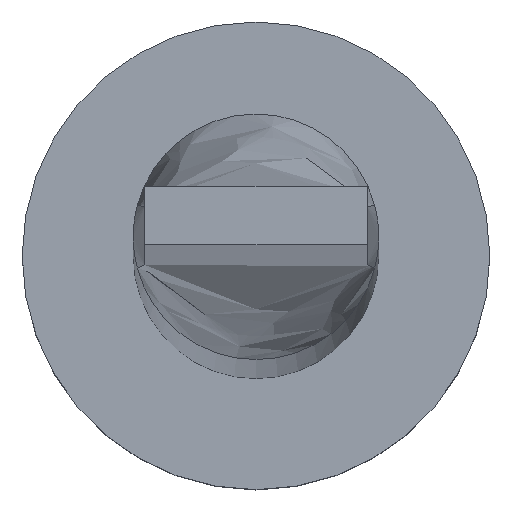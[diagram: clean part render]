
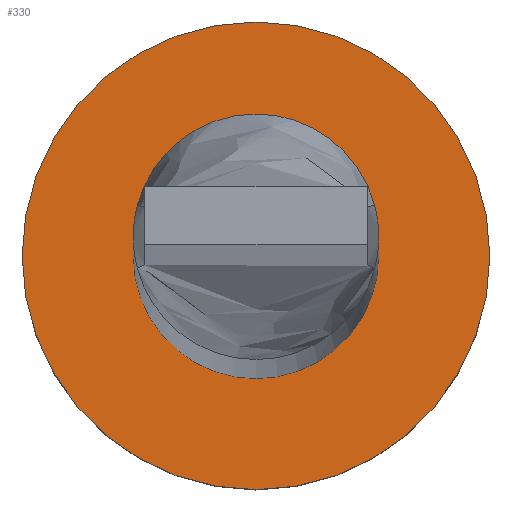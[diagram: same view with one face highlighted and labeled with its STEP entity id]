
A CAD part, top view. The second image highlights one B-rep face of the part: STEP entity #330.
In plain terms, the highlighted planar face has unit normal (0, 0, 1).
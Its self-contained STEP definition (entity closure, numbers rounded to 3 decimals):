
#20 = ORIENTED_EDGE ( 'NONE', *, *, #240, .F. ) ;
#33 = CIRCLE ( 'NONE', #534, 2.1 ) ;
#36 = DIRECTION ( 'NONE',  ( 1., 0., 0. ) ) ;
#45 = AXIS2_PLACEMENT_3D ( 'NONE', #278, #484, #536 ) ;
#48 = CARTESIAN_POINT ( 'NONE',  ( 0., 0., 3. ) ) ;
#76 = CARTESIAN_POINT ( 'NONE',  ( 0., 0., 3. ) ) ;
#103 = PLANE ( 'NONE',  #45 ) ;
#126 = CARTESIAN_POINT ( 'NONE',  ( -4., 0., 3. ) ) ;
#133 = EDGE_CURVE ( 'NONE', #502, #414, #33, .T. ) ;
#144 = ORIENTED_EDGE ( 'NONE', *, *, #349, .T. ) ;
#180 = AXIS2_PLACEMENT_3D ( 'NONE', #76, #438, #36 ) ;
#183 = CARTESIAN_POINT ( 'NONE',  ( -2.1, 0., 3. ) ) ;
#206 = CARTESIAN_POINT ( 'NONE',  ( 0., 0., 3. ) ) ;
#218 = DIRECTION ( 'NONE',  ( 0., 0., 1. ) ) ;
#240 = EDGE_CURVE ( 'NONE', #414, #502, #441, .T. ) ;
#249 = DIRECTION ( 'NONE',  ( 0., 0., 1. ) ) ;
#258 = CARTESIAN_POINT ( 'NONE',  ( 0., 0., 3. ) ) ;
#259 = CARTESIAN_POINT ( 'NONE',  ( 4., 0., 3. ) ) ;
#264 = CIRCLE ( 'NONE', #410, 4. ) ;
#278 = CARTESIAN_POINT ( 'NONE',  ( 0., 0., 3. ) ) ;
#280 = EDGE_CURVE ( 'NONE', #581, #483, #264, .T. ) ;
#302 = CIRCLE ( 'NONE', #180, 4. ) ;
#321 = EDGE_LOOP ( 'NONE', ( #324, #144 ) ) ;
#324 = ORIENTED_EDGE ( 'NONE', *, *, #280, .T. ) ;
#326 = ORIENTED_EDGE ( 'NONE', *, *, #133, .F. ) ;
#330 = ADVANCED_FACE ( 'NONE', ( #331, #512 ), #103, .T. ) ;
#331 = FACE_BOUND ( 'NONE', #514, .T. ) ;
#349 = EDGE_CURVE ( 'NONE', #483, #581, #302, .T. ) ;
#355 = DIRECTION ( 'NONE',  ( 0., 0., 1. ) ) ;
#387 = CARTESIAN_POINT ( 'NONE',  ( 2.1, 0., 3. ) ) ;
#410 = AXIS2_PLACEMENT_3D ( 'NONE', #48, #218, #563 ) ;
#414 = VERTEX_POINT ( 'NONE', #387 ) ;
#438 = DIRECTION ( 'NONE',  ( 0., 0., 1. ) ) ;
#441 = CIRCLE ( 'NONE', #511, 2.1 ) ;
#480 = DIRECTION ( 'NONE',  ( 1., 0., 0. ) ) ;
#483 = VERTEX_POINT ( 'NONE', #259 ) ;
#484 = DIRECTION ( 'NONE',  ( 0., 0., 1. ) ) ;
#493 = DIRECTION ( 'NONE',  ( 1., 0., 0. ) ) ;
#502 = VERTEX_POINT ( 'NONE', #183 ) ;
#511 = AXIS2_PLACEMENT_3D ( 'NONE', #258, #355, #493 ) ;
#512 = FACE_OUTER_BOUND ( 'NONE', #321, .T. ) ;
#514 = EDGE_LOOP ( 'NONE', ( #326, #20 ) ) ;
#534 = AXIS2_PLACEMENT_3D ( 'NONE', #206, #249, #480 ) ;
#536 = DIRECTION ( 'NONE',  ( 1., 0., 0. ) ) ;
#563 = DIRECTION ( 'NONE',  ( 1., 0., 0. ) ) ;
#581 = VERTEX_POINT ( 'NONE', #126 ) ;
